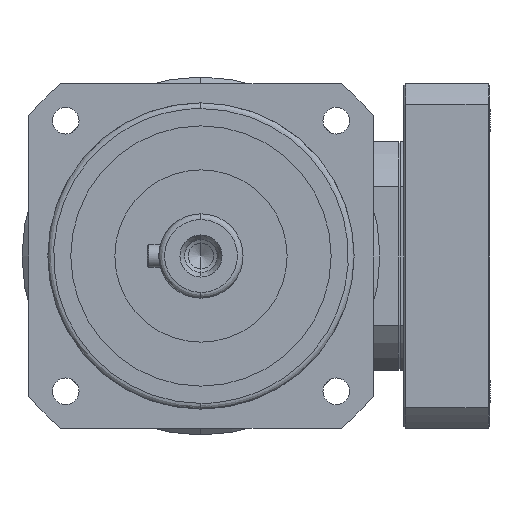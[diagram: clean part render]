
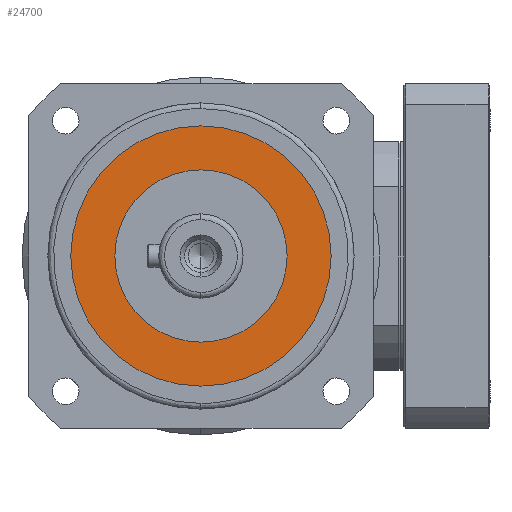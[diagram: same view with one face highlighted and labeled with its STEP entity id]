
A CAD part, left-side view. The second image highlights one B-rep face of the part: STEP entity #24700.
In plain terms, the highlighted face is planar.
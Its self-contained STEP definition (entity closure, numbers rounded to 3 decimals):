
#139 = CARTESIAN_POINT ( 'NONE',  ( -38.01, 0., 0. ) ) ;
#348 = DIRECTION ( 'NONE',  ( 1., 0., 0. ) ) ;
#2085 = EDGE_CURVE ( 'NONE', #24759, #7066, #6939, .T. ) ;
#2485 = CIRCLE ( 'NONE', #7341, 22.5 ) ;
#2650 = DIRECTION ( 'NONE',  ( 0., 0., 1. ) ) ;
#3041 = ORIENTED_EDGE ( 'NONE', *, *, #2085, .T. ) ;
#3111 = EDGE_CURVE ( 'NONE', #22585, #5793, #4073, .T. ) ;
#3185 = CIRCLE ( 'NONE', #6369, 34. ) ;
#4073 = CIRCLE ( 'NONE', #30542, 22.5 ) ;
#4839 = FACE_BOUND ( 'NONE', #20127, .T. ) ;
#5238 = PLANE ( 'NONE',  #25195 ) ;
#5793 = VERTEX_POINT ( 'NONE', #25049 ) ;
#6369 = AXIS2_PLACEMENT_3D ( 'NONE', #14197, #30367, #16539 ) ;
#6371 = DIRECTION ( 'NONE',  ( 0., 0., 1. ) ) ;
#6417 = DIRECTION ( 'NONE',  ( 1., 0., 0. ) ) ;
#6701 = CARTESIAN_POINT ( 'NONE',  ( -38.01, 0., 0. ) ) ;
#6939 = CIRCLE ( 'NONE', #23543, 34. ) ;
#7066 = VERTEX_POINT ( 'NONE', #23750 ) ;
#7341 = AXIS2_PLACEMENT_3D ( 'NONE', #139, #17271, #2650 ) ;
#11025 = CARTESIAN_POINT ( 'NONE',  ( -38.01, 0., 22.5 ) ) ;
#13953 = ORIENTED_EDGE ( 'NONE', *, *, #14506, .T. ) ;
#14197 = CARTESIAN_POINT ( 'NONE',  ( -38.01, 0., 0. ) ) ;
#14506 = EDGE_CURVE ( 'NONE', #5793, #22585, #2485, .T. ) ;
#15050 = EDGE_CURVE ( 'NONE', #7066, #24759, #3185, .T. ) ;
#15131 = CARTESIAN_POINT ( 'NONE',  ( -38.01, 0., 0. ) ) ;
#16539 = DIRECTION ( 'NONE',  ( 0., 0., 1. ) ) ;
#17271 = DIRECTION ( 'NONE',  ( -1., 0., 0. ) ) ;
#17446 = DIRECTION ( 'NONE',  ( 0., 0., -1. ) ) ;
#19185 = DIRECTION ( 'NONE',  ( 0., 0., 1. ) ) ;
#19389 = DIRECTION ( 'NONE',  ( -1., 0., 0. ) ) ;
#19609 = CARTESIAN_POINT ( 'NONE',  ( -38.01, 0., 0. ) ) ;
#20127 = EDGE_LOOP ( 'NONE', ( #25014, #13953 ) ) ;
#22202 = EDGE_LOOP ( 'NONE', ( #3041, #25357 ) ) ;
#22310 = CARTESIAN_POINT ( 'NONE',  ( -38.01, 0., 34. ) ) ;
#22585 = VERTEX_POINT ( 'NONE', #11025 ) ;
#23543 = AXIS2_PLACEMENT_3D ( 'NONE', #6701, #6417, #6371 ) ;
#23750 = CARTESIAN_POINT ( 'NONE',  ( -38.01, 0., -34. ) ) ;
#24478 = FACE_OUTER_BOUND ( 'NONE', #22202, .T. ) ;
#24700 = ADVANCED_FACE ( 'NONE', ( #24478, #4839 ), #5238, .T. ) ;
#24759 = VERTEX_POINT ( 'NONE', #22310 ) ;
#25014 = ORIENTED_EDGE ( 'NONE', *, *, #3111, .T. ) ;
#25049 = CARTESIAN_POINT ( 'NONE',  ( -38.01, 0., -22.5 ) ) ;
#25195 = AXIS2_PLACEMENT_3D ( 'NONE', #15131, #348, #17446 ) ;
#25357 = ORIENTED_EDGE ( 'NONE', *, *, #15050, .T. ) ;
#30367 = DIRECTION ( 'NONE',  ( 1., 0., 0. ) ) ;
#30542 = AXIS2_PLACEMENT_3D ( 'NONE', #19609, #19389, #19185 ) ;
